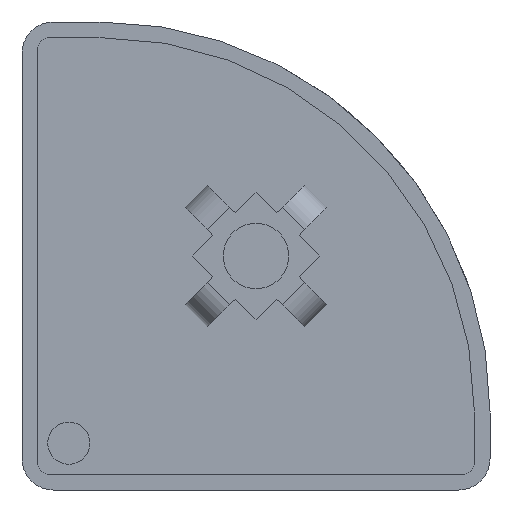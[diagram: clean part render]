
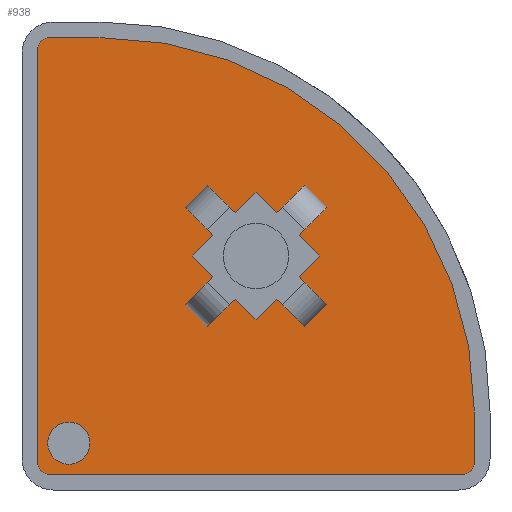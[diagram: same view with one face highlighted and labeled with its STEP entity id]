
A CAD part, front view. The second image highlights one B-rep face of the part: STEP entity #938.
In plain terms, the highlighted planar face has unit normal (0, -1, 0).
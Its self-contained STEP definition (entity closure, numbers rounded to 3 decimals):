
#37=FACE_BOUND('',#98,.T.);
#38=FACE_BOUND('',#99,.T.);
#41=FACE_OUTER_BOUND('',#97,.T.);
#97=EDGE_LOOP('',(#626,#627,#628,#629,#630,#631,#632,#633));
#98=EDGE_LOOP('',(#634));
#99=EDGE_LOOP('',(#635,#636,#637,#638,#639,#640,#641,#642,#643,#644,#645,
#646,#647,#648,#649,#650,#651,#652,#653,#654));
#157=LINE('',#1406,#259);
#158=LINE('',#1410,#260);
#159=LINE('',#1414,#261);
#160=LINE('',#1417,#262);
#161=LINE('',#1422,#263);
#162=LINE('',#1424,#264);
#163=LINE('',#1426,#265);
#164=LINE('',#1428,#266);
#165=LINE('',#1430,#267);
#166=LINE('',#1432,#268);
#167=LINE('',#1434,#269);
#168=LINE('',#1436,#270);
#169=LINE('',#1438,#271);
#170=LINE('',#1440,#272);
#171=LINE('',#1442,#273);
#172=LINE('',#1444,#274);
#173=LINE('',#1446,#275);
#174=LINE('',#1448,#276);
#175=LINE('',#1450,#277);
#176=LINE('',#1452,#278);
#177=LINE('',#1454,#279);
#178=LINE('',#1456,#280);
#179=LINE('',#1458,#281);
#180=LINE('',#1459,#282);
#259=VECTOR('',#1116,1000.);
#260=VECTOR('',#1119,1000.);
#261=VECTOR('',#1122,1000.);
#262=VECTOR('',#1125,1000.);
#263=VECTOR('',#1128,1000.);
#264=VECTOR('',#1129,1000.);
#265=VECTOR('',#1130,1000.);
#266=VECTOR('',#1131,1000.);
#267=VECTOR('',#1132,1000.);
#268=VECTOR('',#1133,1000.);
#269=VECTOR('',#1134,1000.);
#270=VECTOR('',#1135,1000.);
#271=VECTOR('',#1136,1000.);
#272=VECTOR('',#1137,1000.);
#273=VECTOR('',#1138,1000.);
#274=VECTOR('',#1139,1000.);
#275=VECTOR('',#1140,1000.);
#276=VECTOR('',#1141,1000.);
#277=VECTOR('',#1142,1000.);
#278=VECTOR('',#1143,1000.);
#279=VECTOR('',#1144,1000.);
#280=VECTOR('',#1145,1000.);
#281=VECTOR('',#1146,1000.);
#282=VECTOR('',#1147,1000.);
#361=CIRCLE('',#1018,0.75);
#362=CIRCLE('',#1019,0.754);
#363=CIRCLE('',#1020,24.);
#364=CIRCLE('',#1021,0.75);
#365=CIRCLE('',#1022,1.35);
#398=VERTEX_POINT('',#1402);
#399=VERTEX_POINT('',#1403);
#400=VERTEX_POINT('',#1405);
#401=VERTEX_POINT('',#1407);
#402=VERTEX_POINT('',#1409);
#403=VERTEX_POINT('',#1411);
#404=VERTEX_POINT('',#1413);
#405=VERTEX_POINT('',#1415);
#406=VERTEX_POINT('',#1418);
#407=VERTEX_POINT('',#1420);
#408=VERTEX_POINT('',#1421);
#409=VERTEX_POINT('',#1423);
#410=VERTEX_POINT('',#1425);
#411=VERTEX_POINT('',#1427);
#412=VERTEX_POINT('',#1429);
#413=VERTEX_POINT('',#1431);
#414=VERTEX_POINT('',#1433);
#415=VERTEX_POINT('',#1435);
#416=VERTEX_POINT('',#1437);
#417=VERTEX_POINT('',#1439);
#418=VERTEX_POINT('',#1441);
#419=VERTEX_POINT('',#1443);
#420=VERTEX_POINT('',#1445);
#421=VERTEX_POINT('',#1447);
#422=VERTEX_POINT('',#1449);
#423=VERTEX_POINT('',#1451);
#424=VERTEX_POINT('',#1453);
#425=VERTEX_POINT('',#1455);
#426=VERTEX_POINT('',#1457);
#487=EDGE_CURVE('',#398,#399,#361,.T.);
#488=EDGE_CURVE('',#400,#398,#157,.T.);
#489=EDGE_CURVE('',#401,#400,#362,.T.);
#490=EDGE_CURVE('',#402,#401,#158,.T.);
#491=EDGE_CURVE('',#403,#402,#363,.T.);
#492=EDGE_CURVE('',#404,#403,#159,.T.);
#493=EDGE_CURVE('',#405,#404,#364,.T.);
#494=EDGE_CURVE('',#399,#405,#160,.T.);
#495=EDGE_CURVE('',#406,#406,#365,.T.);
#496=EDGE_CURVE('',#407,#408,#161,.T.);
#497=EDGE_CURVE('',#408,#409,#162,.T.);
#498=EDGE_CURVE('',#409,#410,#163,.T.);
#499=EDGE_CURVE('',#410,#411,#164,.T.);
#500=EDGE_CURVE('',#411,#412,#165,.T.);
#501=EDGE_CURVE('',#412,#413,#166,.T.);
#502=EDGE_CURVE('',#413,#414,#167,.T.);
#503=EDGE_CURVE('',#414,#415,#168,.T.);
#504=EDGE_CURVE('',#415,#416,#169,.T.);
#505=EDGE_CURVE('',#416,#417,#170,.T.);
#506=EDGE_CURVE('',#417,#418,#171,.T.);
#507=EDGE_CURVE('',#418,#419,#172,.T.);
#508=EDGE_CURVE('',#419,#420,#173,.T.);
#509=EDGE_CURVE('',#420,#421,#174,.T.);
#510=EDGE_CURVE('',#421,#422,#175,.T.);
#511=EDGE_CURVE('',#422,#423,#176,.T.);
#512=EDGE_CURVE('',#423,#424,#177,.T.);
#513=EDGE_CURVE('',#424,#425,#178,.T.);
#514=EDGE_CURVE('',#425,#426,#179,.T.);
#515=EDGE_CURVE('',#426,#407,#180,.T.);
#626=ORIENTED_EDGE('',*,*,#487,.F.);
#627=ORIENTED_EDGE('',*,*,#488,.F.);
#628=ORIENTED_EDGE('',*,*,#489,.F.);
#629=ORIENTED_EDGE('',*,*,#490,.F.);
#630=ORIENTED_EDGE('',*,*,#491,.F.);
#631=ORIENTED_EDGE('',*,*,#492,.F.);
#632=ORIENTED_EDGE('',*,*,#493,.F.);
#633=ORIENTED_EDGE('',*,*,#494,.F.);
#634=ORIENTED_EDGE('',*,*,#495,.T.);
#635=ORIENTED_EDGE('',*,*,#496,.T.);
#636=ORIENTED_EDGE('',*,*,#497,.T.);
#637=ORIENTED_EDGE('',*,*,#498,.T.);
#638=ORIENTED_EDGE('',*,*,#499,.T.);
#639=ORIENTED_EDGE('',*,*,#500,.T.);
#640=ORIENTED_EDGE('',*,*,#501,.T.);
#641=ORIENTED_EDGE('',*,*,#502,.T.);
#642=ORIENTED_EDGE('',*,*,#503,.T.);
#643=ORIENTED_EDGE('',*,*,#504,.T.);
#644=ORIENTED_EDGE('',*,*,#505,.T.);
#645=ORIENTED_EDGE('',*,*,#506,.T.);
#646=ORIENTED_EDGE('',*,*,#507,.T.);
#647=ORIENTED_EDGE('',*,*,#508,.T.);
#648=ORIENTED_EDGE('',*,*,#509,.T.);
#649=ORIENTED_EDGE('',*,*,#510,.T.);
#650=ORIENTED_EDGE('',*,*,#511,.T.);
#651=ORIENTED_EDGE('',*,*,#512,.T.);
#652=ORIENTED_EDGE('',*,*,#513,.T.);
#653=ORIENTED_EDGE('',*,*,#514,.T.);
#654=ORIENTED_EDGE('',*,*,#515,.T.);
#904=PLANE('',#1017);
#938=ADVANCED_FACE('',(#41,#37,#38),#904,.F.);
#1017=AXIS2_PLACEMENT_3D('',#1401,#1112,#1113);
#1018=AXIS2_PLACEMENT_3D('',#1404,#1114,#1115);
#1019=AXIS2_PLACEMENT_3D('',#1408,#1117,#1118);
#1020=AXIS2_PLACEMENT_3D('',#1412,#1120,#1121);
#1021=AXIS2_PLACEMENT_3D('',#1416,#1123,#1124);
#1022=AXIS2_PLACEMENT_3D('',#1419,#1126,#1127);
#1112=DIRECTION('center_axis',(0.,1.,0.));
#1113=DIRECTION('ref_axis',(0.,0.,1.));
#1114=DIRECTION('center_axis',(0.,1.,0.));
#1115=DIRECTION('ref_axis',(1.,0.,0.));
#1116=DIRECTION('',(-1.,0.,0.));
#1117=DIRECTION('center_axis',(0.,1.,0.));
#1118=DIRECTION('ref_axis',(1.,0.,0.));
#1119=DIRECTION('',(0.,0.,-1.));
#1120=DIRECTION('center_axis',(0.,1.,0.));
#1121=DIRECTION('ref_axis',(1.,0.,0.));
#1122=DIRECTION('',(1.,0.,0.));
#1123=DIRECTION('center_axis',(0.,1.,0.));
#1124=DIRECTION('ref_axis',(1.,0.,0.));
#1125=DIRECTION('',(0.,0.,1.));
#1126=DIRECTION('center_axis',(0.,1.,0.));
#1127=DIRECTION('ref_axis',(1.,0.,0.));
#1128=DIRECTION('',(-0.707,0.,0.707));
#1129=DIRECTION('',(0.707,0.,0.707));
#1130=DIRECTION('',(0.707,0.,-0.707));
#1131=DIRECTION('',(0.707,0.,0.707));
#1132=DIRECTION('',(0.707,0.,-0.707));
#1133=DIRECTION('',(0.707,0.,0.707));
#1134=DIRECTION('',(0.707,0.,-0.707));
#1135=DIRECTION('',(-0.707,0.,-0.707));
#1136=DIRECTION('',(0.707,0.,-0.707));
#1137=DIRECTION('',(-0.707,0.,-0.707));
#1138=DIRECTION('',(0.707,0.,-0.707));
#1139=DIRECTION('',(-0.707,0.,-0.707));
#1140=DIRECTION('',(-0.707,0.,0.707));
#1141=DIRECTION('',(-0.707,0.,-0.707));
#1142=DIRECTION('',(-0.707,0.,0.707));
#1143=DIRECTION('',(-0.707,0.,-0.707));
#1144=DIRECTION('',(-0.707,0.,0.707));
#1145=DIRECTION('',(0.707,0.,0.707));
#1146=DIRECTION('',(-0.707,0.,0.707));
#1147=DIRECTION('',(0.707,0.,0.707));
#1401=CARTESIAN_POINT('Origin',(-13.25,-2.,-13.25));
#1402=CARTESIAN_POINT('',(-13.25,-2.,-14.));
#1403=CARTESIAN_POINT('',(-14.,-2.,-13.25));
#1404=CARTESIAN_POINT('Origin',(-13.25,-2.,-13.25));
#1405=CARTESIAN_POINT('',(13.246,-2.,-14.));
#1406=CARTESIAN_POINT('',(13.246,-2.,-14.));
#1407=CARTESIAN_POINT('',(14.,-2.,-13.246));
#1408=CARTESIAN_POINT('Origin',(13.246,-2.,-13.246));
#1409=CARTESIAN_POINT('',(14.,-2.,-10.));
#1410=CARTESIAN_POINT('',(14.,-2.,-10.));
#1411=CARTESIAN_POINT('',(-10.,-2.,14.));
#1412=CARTESIAN_POINT('Origin',(-10.,-2.,-10.));
#1413=CARTESIAN_POINT('',(-13.25,-2.,14.));
#1414=CARTESIAN_POINT('',(-13.25,-2.,14.));
#1415=CARTESIAN_POINT('',(-14.,-2.,13.25));
#1416=CARTESIAN_POINT('Origin',(-13.25,-2.,13.25));
#1417=CARTESIAN_POINT('',(-14.,-2.,-13.25));
#1418=CARTESIAN_POINT('',(-12.,-2.,-13.35));
#1419=CARTESIAN_POINT('Origin',(-12.,-2.,-12.));
#1420=CARTESIAN_POINT('',(-2.758,-2.,1.344));
#1421=CARTESIAN_POINT('',(-4.525,-2.,3.111));
#1422=CARTESIAN_POINT('',(-2.758,-2.,1.344));
#1423=CARTESIAN_POINT('',(-3.111,-2.,4.525));
#1424=CARTESIAN_POINT('',(-4.525,-2.,3.111));
#1425=CARTESIAN_POINT('',(-1.344,-2.,2.758));
#1426=CARTESIAN_POINT('',(-3.111,-2.,4.525));
#1427=CARTESIAN_POINT('',(0.,-2.,4.101));
#1428=CARTESIAN_POINT('',(-1.344,-2.,2.758));
#1429=CARTESIAN_POINT('',(1.344,-2.,2.758));
#1430=CARTESIAN_POINT('',(0.,-2.,4.101));
#1431=CARTESIAN_POINT('',(3.111,-2.,4.525));
#1432=CARTESIAN_POINT('',(1.344,-2.,2.758));
#1433=CARTESIAN_POINT('',(4.525,-2.,3.111));
#1434=CARTESIAN_POINT('',(3.111,-2.,4.525));
#1435=CARTESIAN_POINT('',(2.758,-2.,1.344));
#1436=CARTESIAN_POINT('',(4.525,-2.,3.111));
#1437=CARTESIAN_POINT('',(4.101,-2.,0.));
#1438=CARTESIAN_POINT('',(2.758,-2.,1.344));
#1439=CARTESIAN_POINT('',(2.758,-2.,-1.344));
#1440=CARTESIAN_POINT('',(4.101,-2.,0.));
#1441=CARTESIAN_POINT('',(4.525,-2.,-3.111));
#1442=CARTESIAN_POINT('',(2.758,-2.,-1.344));
#1443=CARTESIAN_POINT('',(3.111,-2.,-4.525));
#1444=CARTESIAN_POINT('',(4.525,-2.,-3.111));
#1445=CARTESIAN_POINT('',(1.344,-2.,-2.758));
#1446=CARTESIAN_POINT('',(3.111,-2.,-4.525));
#1447=CARTESIAN_POINT('',(0.,-2.,-4.101));
#1448=CARTESIAN_POINT('',(1.344,-2.,-2.758));
#1449=CARTESIAN_POINT('',(-1.344,-2.,-2.758));
#1450=CARTESIAN_POINT('',(0.,-2.,-4.101));
#1451=CARTESIAN_POINT('',(-3.111,-2.,-4.525));
#1452=CARTESIAN_POINT('',(-1.344,-2.,-2.758));
#1453=CARTESIAN_POINT('',(-4.525,-2.,-3.111));
#1454=CARTESIAN_POINT('',(-3.111,-2.,-4.525));
#1455=CARTESIAN_POINT('',(-2.758,-2.,-1.344));
#1456=CARTESIAN_POINT('',(-4.525,-2.,-3.111));
#1457=CARTESIAN_POINT('',(-4.101,-2.,0.));
#1458=CARTESIAN_POINT('',(-2.758,-2.,-1.344));
#1459=CARTESIAN_POINT('',(-4.101,-2.,0.));
